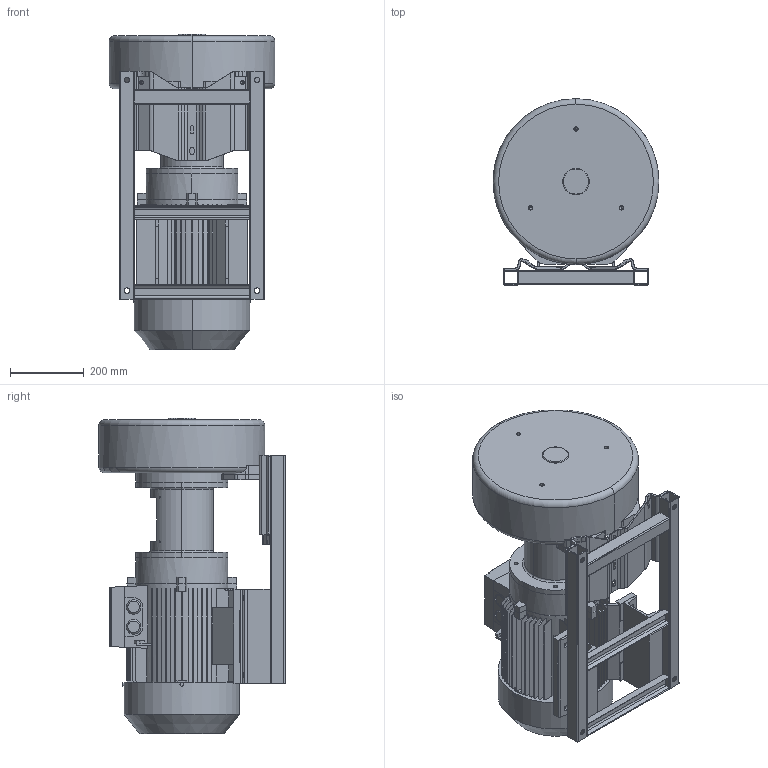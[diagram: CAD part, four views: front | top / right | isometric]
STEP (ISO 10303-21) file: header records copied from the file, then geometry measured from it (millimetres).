
FILE_DESCRIPTION((''),'2;1');
FILE_NAME('MD-001329_ASM','2013-09-06T',('rnennstiel'),('vacuvane vacuum technology gmbh'),'PRO/ENGINEER BY PARAMETRIC TECHNOLOGY CORPORATION, 2010140','PRO/ENGINEER BY PARAMETRIC TECHNOLOGY CORPORATION, 2010140','');
FILE_SCHEMA(('AUTOMOTIVE_DESIGN_CC2 { 1 2 10303 214 -1 1 5 2 }'));
Length unit declared in the file: millimetre
Products named in the file (11): MD-000997; MD-000448; MD-001210; MD-001188; MD-000999; MD-001212; MD-001143; MD-001208; MD-001206; MD-001211_ASM; MD-001329_ASM
Assembly tree (14 placements, depth 3):
  MD-001329_ASM
    MD-000997
    MD-000448  x2
    MD-001210
    MD-001188
    MD-000999
    MD-001211_ASM
      MD-001212  x2
      MD-001143
      MD-001208  x2
      MD-001206  x2
Bounding box: 451 x 506.5 x 857.6 mm (x, y, z)
Volume: 27084433.4 mm3; surface area: 3156987.9 mm2
Topology: 12 solids, 26 shells, 1324 faces, 3605 edges, 2325 vertices
Faces by surface type: plane 601, cylinder 492, cone 142, torus 73, bspline 16
Entity records: 53865 total; most frequent: CARTESIAN_POINT 14342, DIRECTION 6673, ORIENTED_EDGE 6644, EDGE_CURVE 3377, AXIS2_PLACEMENT_3D 2430, PRESENTATION_STYLE_ASSIGNMENT 2377, STYLED_ITEM 2361, CURVE_STYLE 2354
